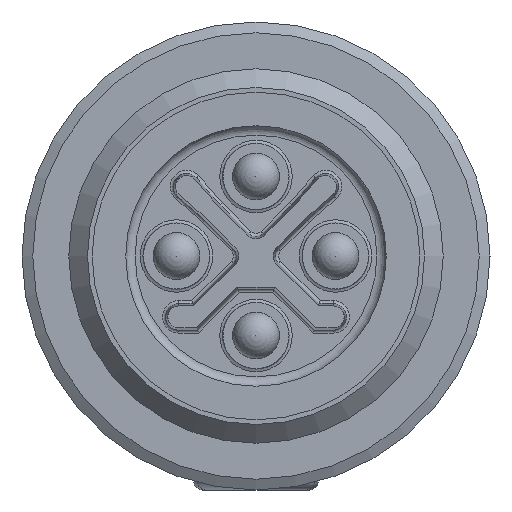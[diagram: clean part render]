
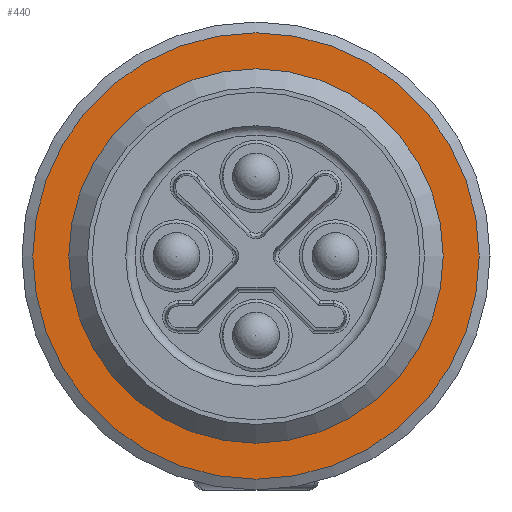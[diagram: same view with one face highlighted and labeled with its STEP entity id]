
A CAD part, left-side view. The second image highlights one B-rep face of the part: STEP entity #440.
In plain terms, the highlighted planar face has unit normal (-1, 0, 0).
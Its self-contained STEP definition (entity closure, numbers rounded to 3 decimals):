
#160=PLANE('',#3596);
#231=FACE_BOUND('',#937,.T.);
#232=FACE_BOUND('',#938,.T.);
#440=ADVANCED_FACE('',(#231,#232),#160,.F.);
#937=EDGE_LOOP('',(#1710));
#938=EDGE_LOOP('',(#1711));
#1710=ORIENTED_EDGE('',*,*,#2642,.F.);
#1711=ORIENTED_EDGE('',*,*,#2641,.T.);
#2232=VERTEX_POINT('',#7903);
#2233=VERTEX_POINT('',#7906);
#2641=EDGE_CURVE('',#2232,#2232,#3262,.T.);
#2642=EDGE_CURVE('',#2233,#2233,#3263,.T.);
#3262=CIRCLE('',#3593,7.154);
#3263=CIRCLE('',#3595,6.);
#3593=AXIS2_PLACEMENT_3D('',#7902,#4368,#4369);
#3595=AXIS2_PLACEMENT_3D('',#7905,#4372,#4373);
#3596=AXIS2_PLACEMENT_3D('',#7907,#4374,#4375);
#4368=DIRECTION('',(-1.,0.,0.));
#4369=DIRECTION('',(0.,0.,-1.));
#4372=DIRECTION('',(-1.,0.,0.));
#4373=DIRECTION('',(0.,0.,-1.));
#4374=DIRECTION('',(1.,0.,0.));
#4375=DIRECTION('',(0.,0.,1.));
#7902=CARTESIAN_POINT('',(42.5,50.,0.));
#7903=CARTESIAN_POINT('',(42.5,50.,-7.154));
#7905=CARTESIAN_POINT('',(42.5,50.,0.));
#7906=CARTESIAN_POINT('',(42.5,50.,-6.));
#7907=CARTESIAN_POINT('',(42.5,42.846,0.));
